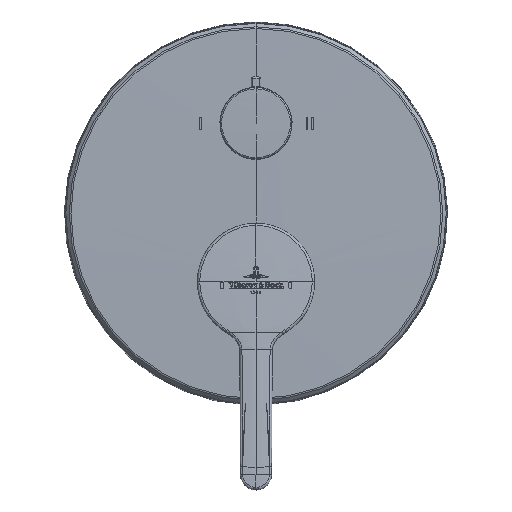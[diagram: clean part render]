
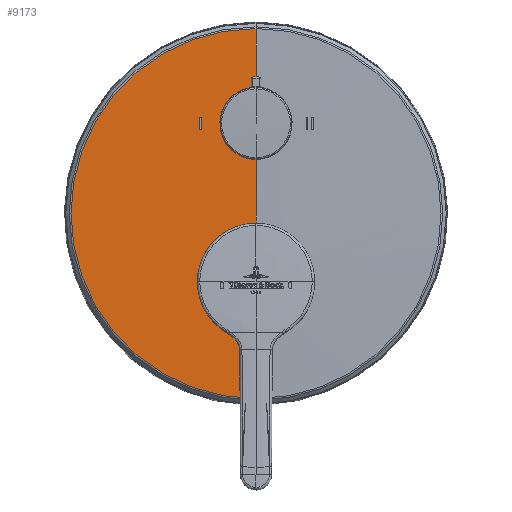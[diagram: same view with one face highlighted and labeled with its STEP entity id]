
A CAD part, front view. The second image highlights one B-rep face of the part: STEP entity #9173.
In plain terms, the highlighted spherical face has radius 4000 mm.
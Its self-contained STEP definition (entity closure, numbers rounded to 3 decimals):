
#272=CARTESIAN_POINT('',(0.,-10.394,-51.552));
#273=CARTESIAN_POINT('',(-1.438,-10.394,
-51.552));
#274=CARTESIAN_POINT('',(-4.386,-10.396,
-51.29));
#275=CARTESIAN_POINT('',(-8.899,-10.405,
-49.98));
#276=CARTESIAN_POINT('',(-13.162,-10.421,
-47.726));
#277=CARTESIAN_POINT('',(-16.857,-10.442,
-44.679));
#278=CARTESIAN_POINT('',(-19.907,-10.469,
-40.899));
#279=CARTESIAN_POINT('',(-22.119,-10.499,
-36.542));
#280=CARTESIAN_POINT('',(-23.329,-10.53,
-32.111));
#281=CARTESIAN_POINT('',(-23.661,-10.56,
-27.903));
#282=CARTESIAN_POINT('',(-23.33,-10.585,
-24.221));
#283=CARTESIAN_POINT('',(-22.575,-10.607,
-21.075));
#284=CARTESIAN_POINT('',(-21.582,-10.626,
-18.455));
#285=CARTESIAN_POINT('',(-20.447,-10.641,
-16.237));
#286=CARTESIAN_POINT('',(-19.223,-10.655,
-14.339));
#287=CARTESIAN_POINT('',(-17.933,-10.666,
-12.691));
#288=CARTESIAN_POINT('',(-16.57,-10.676,
-11.227));
#289=CARTESIAN_POINT('',(-15.093,-10.686,
-9.886));
#290=CARTESIAN_POINT('',(-13.506,-10.694,
-8.674));
#291=CARTESIAN_POINT('',(-11.83,-10.702,
-7.607));
#292=CARTESIAN_POINT('',(-10.206,-10.708,
-6.754));
#293=CARTESIAN_POINT('',(-8.772,-10.712,
-6.13));
#294=CARTESIAN_POINT('',(-7.507,-10.715,
-5.668));
#295=CARTESIAN_POINT('',(-6.389,-10.718,
-5.325));
#296=CARTESIAN_POINT('',(-5.381,-10.719,
-5.067));
#297=CARTESIAN_POINT('',(-4.454,-10.721,
-4.87));
#298=CARTESIAN_POINT('',(-3.573,-10.722,
-4.718));
#299=CARTESIAN_POINT('',(-2.693,-10.723,
-4.6));
#300=CARTESIAN_POINT('',(-1.802,-10.723,
-4.514));
#301=CARTESIAN_POINT('',(-0.863,-10.724,
-4.461));
#302=CARTESIAN_POINT('',(-0.284,-10.724,
-4.451));
#303=CARTESIAN_POINT('',(0.,-10.724,-4.451));
#313=CARTESIAN_POINT('',(0.,-10.391,51.788));
#314=CARTESIAN_POINT('',(-1.074,-10.391,51.788));
#315=CARTESIAN_POINT('',(-3.24,-10.393,51.555));
#316=CARTESIAN_POINT('',(-6.417,-10.403,50.464));
#317=CARTESIAN_POINT('',(-9.24,-10.42,48.696));
#318=CARTESIAN_POINT('',(-11.534,-10.44,46.444));
#319=CARTESIAN_POINT('',(-13.361,-10.466,43.631));
#320=CARTESIAN_POINT('',(-14.502,-10.496,40.465));
#321=CARTESIAN_POINT('',(-14.903,-10.526,37.215));
#322=CARTESIAN_POINT('',(-14.598,-10.555,34.015));
#323=CARTESIAN_POINT('',(-13.655,-10.583,31.085));
#324=CARTESIAN_POINT('',(-12.326,-10.605,28.697));
#325=CARTESIAN_POINT('',(-10.75,-10.623,26.754));
#326=CARTESIAN_POINT('',(-9.019,-10.637,25.209));
#327=CARTESIAN_POINT('',(-7.097,-10.648,23.962));
#328=CARTESIAN_POINT('',(-5.,-10.657,23.019));
#329=CARTESIAN_POINT('',(-2.63,-10.663,22.377));
#330=CARTESIAN_POINT('',(-0.894,-10.665,
22.214));
#331=CARTESIAN_POINT('',(0.,-10.665,22.214));
#333=CARTESIAN_POINT('',(0.,-10.008,0.));
#334=DIRECTION('',(0.,-1.,0.));
#335=DIRECTION('',(0.,0.,1.));
#336=AXIS2_PLACEMENT_3D('',#333,#334,#335);
#338=CARTESIAN_POINT('',(-23.,3989.274,0.));
#339=DIRECTION('',(-1.,0.,0.));
#340=DIRECTION('',(0.,-1.,0.009));
#341=AXIS2_PLACEMENT_3D('',#338,#339,#340);
#343=CARTESIAN_POINT('',(0.,3989.274,34.5));
#344=DIRECTION('',(0.,0.,-1.));
#345=DIRECTION('',(-0.006,-1.,0.));
#346=AXIS2_PLACEMENT_3D('',#343,#344,#345);
#348=CARTESIAN_POINT('',(-22.4,3989.274,0.));
#349=DIRECTION('',(1.,0.,0.));
#350=DIRECTION('',(0.,-1.,0.01));
#351=AXIS2_PLACEMENT_3D('',#348,#349,#350);
#353=CARTESIAN_POINT('',(0.,3989.274,39.5));
#354=DIRECTION('',(0.,0.,1.));
#355=DIRECTION('',(-0.006,-1.,0.));
#356=AXIS2_PLACEMENT_3D('',#353,#354,#355);
#366=CARTESIAN_POINT('',(0.,-10.665,22.214));
#384=CARTESIAN_POINT('',(0.,-10.391,51.788));
#386=CARTESIAN_POINT('',(0.,3989.274,0.));
#387=DIRECTION('',(1.,0.,0.));
#388=DIRECTION('',(0.,-1.,0.019));
#389=AXIS2_PLACEMENT_3D('',#386,#387,#388);
#396=CARTESIAN_POINT('',(0.,3989.274,0.));
#397=DIRECTION('',(1.,0.,0.));
#398=DIRECTION('',(0.,-1.,-0.013));
#399=AXIS2_PLACEMENT_3D('',#396,#397,#398);
#401=CARTESIAN_POINT('',(0.,3989.274,0.));
#402=DIRECTION('',(1.,0.,0.));
#403=DIRECTION('',(0.,-1.,0.));
#404=AXIS2_PLACEMENT_3D('',#401,#402,#403);
#406=CARTESIAN_POINT('',(0.,3989.274,0.));
#407=DIRECTION('',(1.,0.,0.));
#408=DIRECTION('',(0.,-1.,0.006));
#409=AXIS2_PLACEMENT_3D('',#406,#407,#408);
#624=CARTESIAN_POINT('',(0.,-10.724,-4.451));
#655=CARTESIAN_POINT('',(0.,-10.394,-51.552));
#8706=CARTESIAN_POINT('',(0.,-10.008,-75.818));
#8707=CARTESIAN_POINT('',(0.,-10.008,75.818));
#8708=VERTEX_POINT('',#8706);
#8709=VERTEX_POINT('',#8707);
#8757=VERTEX_POINT('',#624);
#8758=VERTEX_POINT('',#655);
#8759=CARTESIAN_POINT('',(0.,-10.726,0.));
#8760=VERTEX_POINT('',#8759);
#8765=VERTEX_POINT('',#366);
#8766=VERTEX_POINT('',#384);
#8802=CARTESIAN_POINT('',(-23.,-10.511,34.5));
#8803=CARTESIAN_POINT('',(-23.,-10.465,39.5));
#8804=VERTEX_POINT('',#8802);
#8805=VERTEX_POINT('',#8803);
#8806=CARTESIAN_POINT('',(-22.4,-10.515,34.5));
#8807=VERTEX_POINT('',#8806);
#8808=CARTESIAN_POINT('',(-22.4,-10.469,39.5));
#8809=VERTEX_POINT('',#8808);
#9143=CARTESIAN_POINT('',(0.,3989.274,0.));
#9144=DIRECTION('',(0.,-1.,0.));
#9145=DIRECTION('',(0.,0.,-1.));
#9146=AXIS2_PLACEMENT_3D('',#9143,#9144,#9145);
#9147=SPHERICAL_SURFACE('',#9146,4000.);
#9149=ORIENTED_EDGE('',*,*,#9148,.T.);
#9151=ORIENTED_EDGE('',*,*,#9150,.T.);
#9153=ORIENTED_EDGE('',*,*,#9152,.T.);
#9154=ORIENTED_EDGE('',*,*,#9126,.F.);
#9156=ORIENTED_EDGE('',*,*,#9155,.T.);
#9158=ORIENTED_EDGE('',*,*,#9157,.F.);
#9160=ORIENTED_EDGE('',*,*,#9159,.T.);
#9161=EDGE_LOOP('',(#9149,#9151,#9153,#9154,#9156,#9158,#9160));
#9162=FACE_OUTER_BOUND('',#9161,.F.);
#9164=ORIENTED_EDGE('',*,*,#9163,.F.);
#9166=ORIENTED_EDGE('',*,*,#9165,.F.);
#9168=ORIENTED_EDGE('',*,*,#9167,.F.);
#9170=ORIENTED_EDGE('',*,*,#9169,.F.);
#9171=EDGE_LOOP('',(#9164,#9166,#9168,#9170));
#9172=FACE_BOUND('',#9171,.F.);
#304=B_SPLINE_CURVE_WITH_KNOTS('',3,(#272,#273,#274,#275,#276,#277,#278,#279,
#280,#281,#282,#283,#284,#285,#286,#287,#288,#289,#290,#291,#292,#293,#294,#295,
#296,#297,#298,#299,#300,#301,#302,#303),.UNSPECIFIED.,.F.,.F.,(4,1,1,1,1,1,1,1,
1,1,1,1,1,1,1,1,1,1,1,1,1,1,1,1,1,1,1,1,1,4),(0.,0.034,
0.069,0.103,0.138,0.172,
0.207,0.241,0.276,0.31,
0.345,0.379,0.414,0.448,
0.483,0.517,0.552,0.586,
0.621,0.655,0.69,0.724,
0.759,0.793,0.828,0.862,
0.897,0.931,0.966,1.),.UNSPECIFIED.);
#332=B_SPLINE_CURVE_WITH_KNOTS('',3,(#313,#314,#315,#316,#317,#318,#319,#320,
#321,#322,#323,#324,#325,#326,#327,#328,#329,#330,#331),.UNSPECIFIED.,.F.,.F.,
(4,1,1,1,1,1,1,1,1,1,1,1,1,1,1,1,4),(0.,0.063,0.125,0.188,0.25,
0.313,0.375,0.438,0.5,0.563,0.625,0.688,0.75,0.813,
0.875,0.938,1.),.UNSPECIFIED.);
#337=CIRCLE('',#336,75.818);
#342=CIRCLE('',#341,3999.934);
#347=CIRCLE('',#346,3999.851);
#352=CIRCLE('',#351,3999.937);
#357=CIRCLE('',#356,3999.805);
#390=CIRCLE('',#389,4000.);
#400=CIRCLE('',#399,4000.);
#405=CIRCLE('',#404,4000.);
#410=CIRCLE('',#409,4000.);
#9126=EDGE_CURVE('',#8758,#8757,#304,.T.);
#9148=EDGE_CURVE('',#8766,#8765,#332,.T.);
#9150=EDGE_CURVE('',#8765,#8760,#410,.T.);
#9152=EDGE_CURVE('',#8760,#8757,#405,.T.);
#9155=EDGE_CURVE('',#8758,#8708,#400,.T.);
#9157=EDGE_CURVE('',#8709,#8708,#337,.T.);
#9159=EDGE_CURVE('',#8709,#8766,#390,.T.);
#9163=EDGE_CURVE('',#8804,#8805,#342,.T.);
#9165=EDGE_CURVE('',#8807,#8804,#347,.T.);
#9167=EDGE_CURVE('',#8809,#8807,#352,.T.);
#9169=EDGE_CURVE('',#8805,#8809,#357,.T.);
#9173=ADVANCED_FACE('',(#9162,#9172),#9147,.T.);
